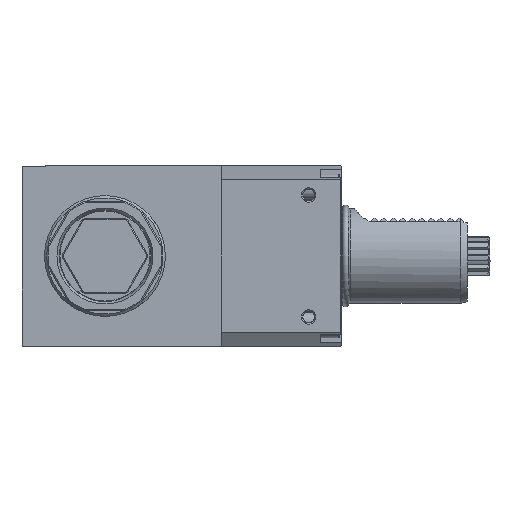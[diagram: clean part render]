
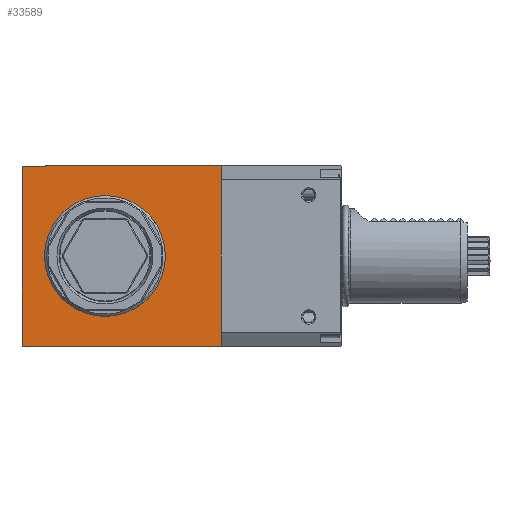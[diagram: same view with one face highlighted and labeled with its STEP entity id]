
A CAD part, left-side view. The second image highlights one B-rep face of the part: STEP entity #33589.
In plain terms, the highlighted planar face has unit normal (-1, 0, 0).
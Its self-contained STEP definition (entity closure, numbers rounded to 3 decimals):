
#667 = VECTOR ( 'NONE', #5565, 1000. ) ;
#1073 = EDGE_CURVE ( 'NONE', #6854, #27424, #18000, .T. ) ;
#1341 = LINE ( 'NONE', #30127, #18690 ) ;
#2053 = LINE ( 'NONE', #31013, #7838 ) ;
#4399 = EDGE_CURVE ( 'NONE', #16878, #9325, #2053, .T. ) ;
#5565 = DIRECTION ( 'NONE',  ( 0., 1., 0. ) ) ;
#5595 = CARTESIAN_POINT ( 'NONE',  ( -53., 80., 0. ) ) ;
#6110 = FACE_OUTER_BOUND ( 'NONE', #29605, .T. ) ;
#6854 = VERTEX_POINT ( 'NONE', #15126 ) ;
#7420 = CARTESIAN_POINT ( 'NONE',  ( -53., 115., 37.6 ) ) ;
#7535 = CARTESIAN_POINT ( 'NONE',  ( -53., 80., -25.23 ) ) ;
#7838 = VECTOR ( 'NONE', #34025, 1000. ) ;
#8050 = EDGE_CURVE ( 'NONE', #29058, #27634, #21437, .T. ) ;
#9325 = VERTEX_POINT ( 'NONE', #13927 ) ;
#10465 = VECTOR ( 'NONE', #13172, 1000. ) ;
#12036 = DIRECTION ( 'NONE',  ( 1., 0., 0. ) ) ;
#12079 = LINE ( 'NONE', #14145, #30840 ) ;
#13172 = DIRECTION ( 'NONE',  ( 0., 0., 1. ) ) ;
#13927 = CARTESIAN_POINT ( 'NONE',  ( -53., 115., -38. ) ) ;
#14145 = CARTESIAN_POINT ( 'NONE',  ( -53., 31., -38. ) ) ;
#15126 = CARTESIAN_POINT ( 'NONE',  ( -53., 31., 38. ) ) ;
#15300 = ORIENTED_EDGE ( 'NONE', *, *, #30495, .T. ) ;
#16702 = DIRECTION ( 'NONE',  ( 0., 0., -1. ) ) ;
#16878 = VERTEX_POINT ( 'NONE', #7420 ) ;
#17655 = DIRECTION ( 'NONE',  ( 0., -1., 0. ) ) ;
#18000 = LINE ( 'NONE', #23683, #27403 ) ;
#18690 = VECTOR ( 'NONE', #26495, 1000. ) ;
#18739 = CARTESIAN_POINT ( 'NONE',  ( -53., 31., -38. ) ) ;
#20714 = AXIS2_PLACEMENT_3D ( 'NONE', #5595, #38625, #28903 ) ;
#21437 = LINE ( 'NONE', #39553, #10465 ) ;
#21675 = CARTESIAN_POINT ( 'NONE',  ( -53., 31., 38. ) ) ;
#22778 = ORIENTED_EDGE ( 'NONE', *, *, #32896, .T. ) ;
#23683 = CARTESIAN_POINT ( 'NONE',  ( -53., 31., 38. ) ) ;
#23787 = FACE_BOUND ( 'NONE', #32201, .T. ) ;
#24891 = ORIENTED_EDGE ( 'NONE', *, *, #27052, .F. ) ;
#26495 = DIRECTION ( 'NONE',  ( 0., -1., 0. ) ) ;
#27052 = EDGE_CURVE ( 'NONE', #27634, #6854, #1341, .T. ) ;
#27403 = VECTOR ( 'NONE', #16702, 1000. ) ;
#27424 = VERTEX_POINT ( 'NONE', #18739 ) ;
#27634 = VERTEX_POINT ( 'NONE', #43328 ) ;
#28378 = PLANE ( 'NONE',  #29949 ) ;
#28903 = DIRECTION ( 'NONE',  ( 0., 0., -1. ) ) ;
#28954 = ORIENTED_EDGE ( 'NONE', *, *, #4399, .T. ) ;
#29058 = VERTEX_POINT ( 'NONE', #37027 ) ;
#29123 = VERTEX_POINT ( 'NONE', #7535 ) ;
#29605 = EDGE_LOOP ( 'NONE', ( #40088, #42992, #28954, #15300, #40142, #24891 ) ) ;
#29949 = AXIS2_PLACEMENT_3D ( 'NONE', #21675, #12036, #35036 ) ;
#30127 = CARTESIAN_POINT ( 'NONE',  ( -53., 31., 38. ) ) ;
#30495 = EDGE_CURVE ( 'NONE', #9325, #27424, #12079, .T. ) ;
#30840 = VECTOR ( 'NONE', #17655, 1000. ) ;
#31013 = CARTESIAN_POINT ( 'NONE',  ( -53., 115., 38. ) ) ;
#32201 = EDGE_LOOP ( 'NONE', ( #22778 ) ) ;
#32896 = EDGE_CURVE ( 'NONE', #29123, #29123, #42711, .T. ) ;
#33589 = ADVANCED_FACE ( 'NONE', ( #23787, #6110 ), #28378, .F. ) ;
#34025 = DIRECTION ( 'NONE',  ( 0., 0., -1. ) ) ;
#35036 = DIRECTION ( 'NONE',  ( 0., 0., -1. ) ) ;
#37027 = CARTESIAN_POINT ( 'NONE',  ( -53., 105., 37.6 ) ) ;
#38597 = CARTESIAN_POINT ( 'NONE',  ( -53., 115., 37.6 ) ) ;
#38625 = DIRECTION ( 'NONE',  ( 1., 0., 0. ) ) ;
#39553 = CARTESIAN_POINT ( 'NONE',  ( -53., 105., 37.6 ) ) ;
#39860 = EDGE_CURVE ( 'NONE', #29058, #16878, #40863, .T. ) ;
#40088 = ORIENTED_EDGE ( 'NONE', *, *, #8050, .F. ) ;
#40142 = ORIENTED_EDGE ( 'NONE', *, *, #1073, .F. ) ;
#40863 = LINE ( 'NONE', #38597, #667 ) ;
#42711 = CIRCLE ( 'NONE', #20714, 25.23 ) ;
#42992 = ORIENTED_EDGE ( 'NONE', *, *, #39860, .T. ) ;
#43328 = CARTESIAN_POINT ( 'NONE',  ( -53., 105., 38. ) ) ;
